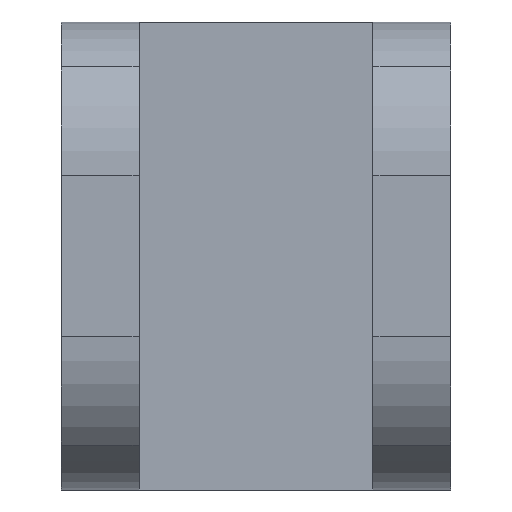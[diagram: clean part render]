
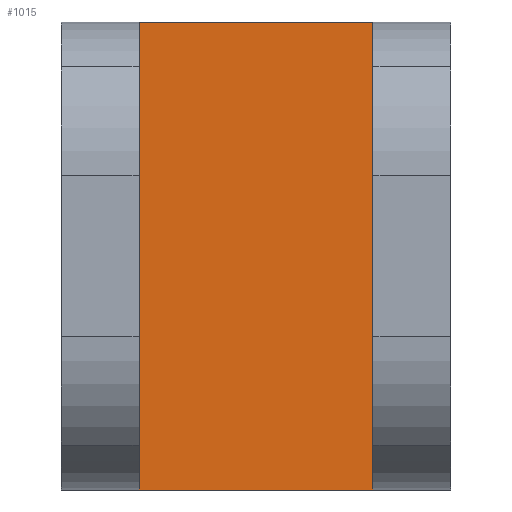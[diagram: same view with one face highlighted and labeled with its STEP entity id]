
A CAD part, left-side view. The second image highlights one B-rep face of the part: STEP entity #1015.
In plain terms, the highlighted planar face has unit normal (-1, 0, 0).
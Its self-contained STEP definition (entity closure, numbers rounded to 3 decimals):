
#675=CARTESIAN_POINT('',(-11.75,7.385,30.5));
#676=VERTEX_POINT('',#675);
#683=CARTESIAN_POINT('',(-11.75,-7.855,30.5));
#684=VERTEX_POINT('',#683);
#685=CARTESIAN_POINT('',(-11.75,-7.855,30.5));
#686=DIRECTION('',(0.0,1.0,0.0));
#687=VECTOR('',#686,15.24);
#688=LINE('',#685,#687);
#689=EDGE_CURVE('',#684,#676,#688,.T.);
#887=CARTESIAN_POINT('',(-11.75,7.385,0.0));
#888=VERTEX_POINT('',#887);
#895=CARTESIAN_POINT('',(-11.75,7.385,0.0));
#896=DIRECTION('',(0.0,0.0,1.0));
#897=VECTOR('',#896,30.5);
#898=LINE('',#895,#897);
#899=EDGE_CURVE('',#888,#676,#898,.T.);
#916=CARTESIAN_POINT('',(-11.75,-7.855,0.0));
#917=VERTEX_POINT('',#916);
#924=CARTESIAN_POINT('',(-11.75,7.385,0.0));
#925=DIRECTION('',(0.0,-1.0,0.0));
#926=VECTOR('',#925,15.24);
#927=LINE('',#924,#926);
#928=EDGE_CURVE('',#888,#917,#927,.T.);
#989=CARTESIAN_POINT('',(-11.75,-7.855,0.0));
#990=DIRECTION('',(0.0,0.0,1.0));
#991=VECTOR('',#990,30.5);
#992=LINE('',#989,#991);
#993=EDGE_CURVE('',#917,#684,#992,.T.);
#1004=CARTESIAN_POINT('',(-11.75,-7.855,0.0));
#1005=DIRECTION('',(-1.0,0.0,0.0));
#1006=DIRECTION('',(0.0,0.0,1.0));
#1007=AXIS2_PLACEMENT_3D('',#1004,#1005,#1006);
#1008=PLANE('',#1007);
#1009=ORIENTED_EDGE('',*,*,#689,.T.);
#1010=ORIENTED_EDGE('',*,*,#899,.F.);
#1011=ORIENTED_EDGE('',*,*,#928,.T.);
#1012=ORIENTED_EDGE('',*,*,#993,.T.);
#1013=EDGE_LOOP('',(#1009,#1010,#1011,#1012));
#1014=FACE_OUTER_BOUND('',#1013,.T.);
#1015=ADVANCED_FACE('',(#1014),#1008,.T.);
